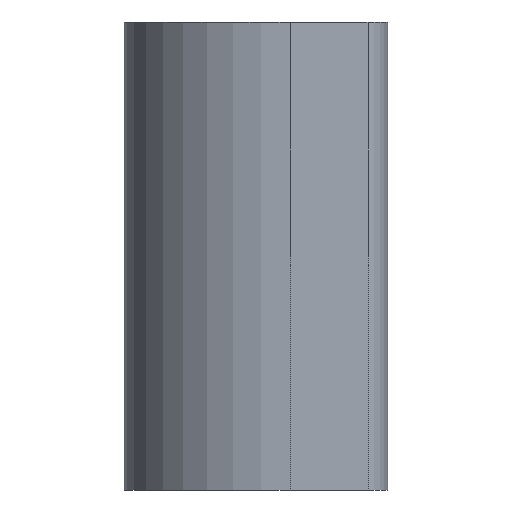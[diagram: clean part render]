
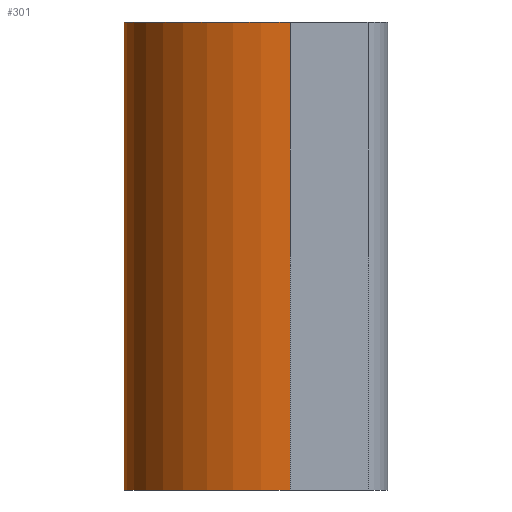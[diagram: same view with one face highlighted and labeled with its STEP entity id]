
A CAD part, left-side view. The second image highlights one B-rep face of the part: STEP entity #301.
In plain terms, the highlighted cylindrical face has radius 6.769 mm (diameter 13.538 mm), a partial arc.
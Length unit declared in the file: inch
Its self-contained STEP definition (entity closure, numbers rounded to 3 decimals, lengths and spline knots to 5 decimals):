
#1 = DIRECTION ( 'NONE',  ( 0., 0., -1. ) ) ;
#2 = AXIS2_PLACEMENT_3D ( 'NONE', #353, #814, #423 ) ;
#3 = CARTESIAN_POINT ( 'NONE',  ( -0.9535, 0.1565, 0.375 ) ) ;
#16 = CARTESIAN_POINT ( 'NONE',  ( -0.4205, 0.1565, -0.375 ) ) ;
#19 = VECTOR ( 'NONE', #1, 39.37008 ) ;
#40 = AXIS2_PLACEMENT_3D ( 'NONE', #208, #82, #256 ) ;
#45 = EDGE_LOOP ( 'NONE', ( #121, #669, #594, #360 ) ) ;
#67 = VERTEX_POINT ( 'NONE', #663 ) ;
#82 = DIRECTION ( 'NONE',  ( 0., 0., -1. ) ) ;
#121 = ORIENTED_EDGE ( 'NONE', *, *, #780, .F. ) ;
#183 = VERTEX_POINT ( 'NONE', #372 ) ;
#189 = CIRCLE ( 'NONE', #40, 0.2665 ) ;
#208 = CARTESIAN_POINT ( 'NONE',  ( -0.687, 0.1565, 0.375 ) ) ;
#218 = CARTESIAN_POINT ( 'NONE',  ( -0.4205, 0.1565, 0.375 ) ) ;
#219 = AXIS2_PLACEMENT_3D ( 'NONE', #579, #510, #644 ) ;
#256 = DIRECTION ( 'NONE',  ( 1., 0., 0. ) ) ;
#278 = CARTESIAN_POINT ( 'NONE',  ( -0.9535, 0.1565, 0.375 ) ) ;
#282 = EDGE_CURVE ( 'NONE', #347, #183, #356, .T. ) ;
#301 = ADVANCED_FACE ( 'NONE', ( #694 ), #312, .T. ) ;
#312 = CYLINDRICAL_SURFACE ( 'NONE', #219, 0.2665 ) ;
#347 = VERTEX_POINT ( 'NONE', #278 ) ;
#353 = CARTESIAN_POINT ( 'NONE',  ( -0.687, 0.1565, -0.375 ) ) ;
#356 = LINE ( 'NONE', #3, #19 ) ;
#360 = ORIENTED_EDGE ( 'NONE', *, *, #708, .T. ) ;
#367 = CIRCLE ( 'NONE', #2, 0.2665 ) ;
#372 = CARTESIAN_POINT ( 'NONE',  ( -0.9535, 0.1565, -0.375 ) ) ;
#423 = DIRECTION ( 'NONE',  ( 1., 0., 0. ) ) ;
#427 = VECTOR ( 'NONE', #805, 39.37008 ) ;
#497 = EDGE_CURVE ( 'NONE', #347, #67, #189, .T. ) ;
#510 = DIRECTION ( 'NONE',  ( 0., 0., -1. ) ) ;
#579 = CARTESIAN_POINT ( 'NONE',  ( -0.687, 0.1565, 0.375 ) ) ;
#594 = ORIENTED_EDGE ( 'NONE', *, *, #497, .T. ) ;
#599 = LINE ( 'NONE', #218, #427 ) ;
#618 = VERTEX_POINT ( 'NONE', #16 ) ;
#644 = DIRECTION ( 'NONE',  ( -1., 0., 0. ) ) ;
#663 = CARTESIAN_POINT ( 'NONE',  ( -0.4205, 0.1565, 0.375 ) ) ;
#669 = ORIENTED_EDGE ( 'NONE', *, *, #282, .F. ) ;
#694 = FACE_OUTER_BOUND ( 'NONE', #45, .T. ) ;
#708 = EDGE_CURVE ( 'NONE', #67, #618, #599, .T. ) ;
#780 = EDGE_CURVE ( 'NONE', #183, #618, #367, .T. ) ;
#805 = DIRECTION ( 'NONE',  ( 0., 0., -1. ) ) ;
#814 = DIRECTION ( 'NONE',  ( 0., 0., -1. ) ) ;
